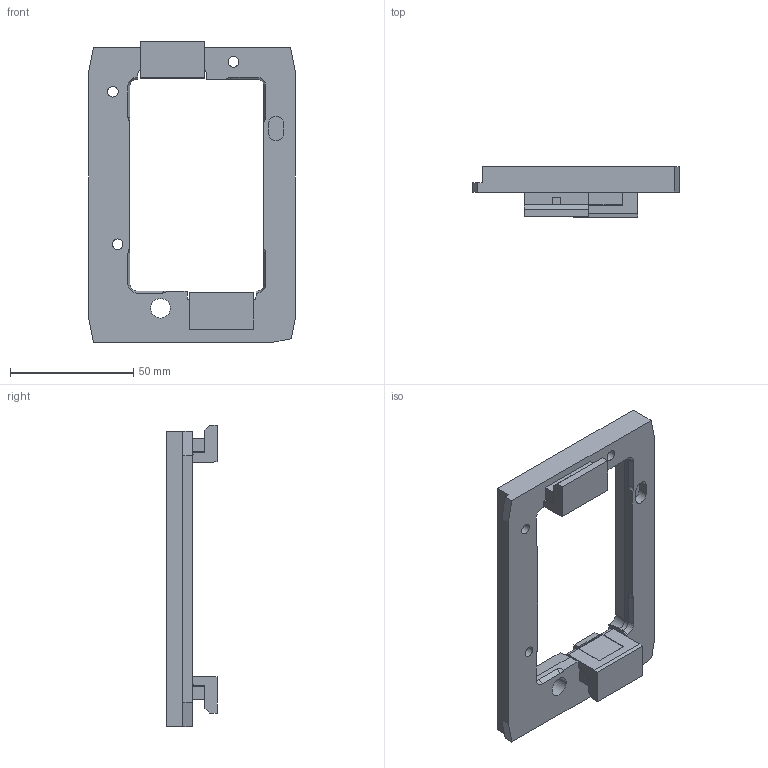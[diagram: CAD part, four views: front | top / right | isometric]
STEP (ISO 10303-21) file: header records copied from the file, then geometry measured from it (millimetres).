
FILE_DESCRIPTION(/* description */ (''),/* implementation_level */ '2;1');
FILE_NAME(/* name */ 'MAGAZINEB v5.step',/* time_stamp */ '2023-08-02T14:01:31-04:00',/* author */ (''),/* organization */ (''),/* preprocessor_version */ 'ST-DEVELOPER v19.2',/* originating_system */ 'Autodesk Translation Framework v12.6.0.85',/* authorisation */ '');
FILE_SCHEMA (('AUTOMOTIVE_DESIGN { 1 0 10303 214 3 1 1 }'));
Length unit declared in the file: millimetre
Products named in the file (5): MAGAZINEB; base; plate v2; threaded tab2; gate2
Assembly tree (6 placements, depth 3):
  MAGAZINEB
    base
      plate v2
      threaded tab2  x2
      gate2  x2
Bounding box: 84 x 20.4 x 122.45 mm (x, y, z)
Volume: 54517.1 mm3; surface area: 24446.2 mm2
Topology: 5 solids, 5 shells, 308 faces, 838 edges, 554 vertices
Faces by surface type: plane 149, cylinder 133, bspline 14, cone 12
Full cylindrical faces by diameter (mm): 2 x4, 2.529 x20, 3 x4, 3.086 x8, 3.3 x4, 4.3 x3, 5.8 x4, 7.2 x3, 8 x1
Entity records: 9604 total; most frequent: CARTESIAN_POINT 4392, ORIENTED_EDGE 1110, DIRECTION 955, EDGE_CURVE 555, VERTEX_POINT 366, LINE 341, VECTOR 341, AXIS2_PLACEMENT_3D 307
